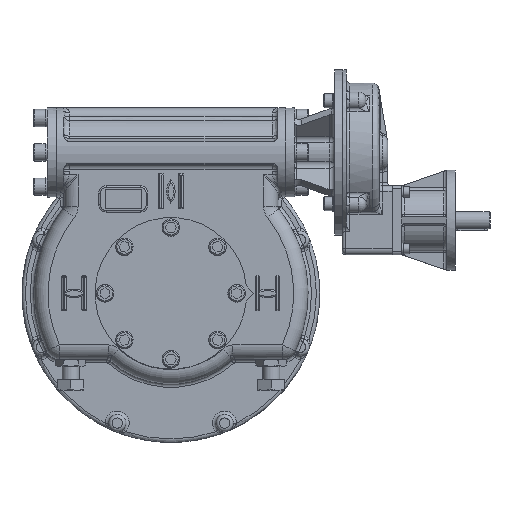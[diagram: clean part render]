
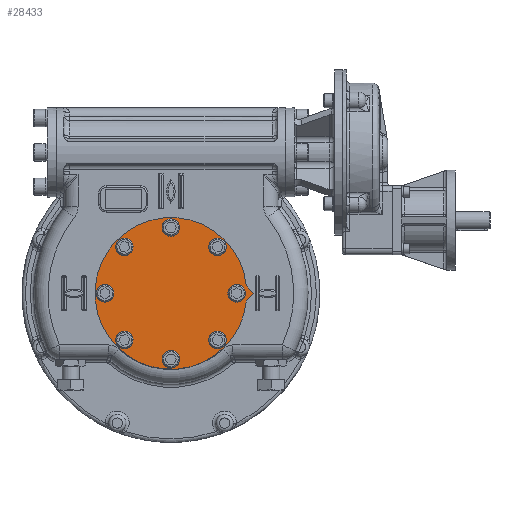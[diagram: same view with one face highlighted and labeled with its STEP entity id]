
A CAD part, top view. The second image highlights one B-rep face of the part: STEP entity #28433.
In plain terms, the highlighted planar face has unit normal (0, 0, 1).
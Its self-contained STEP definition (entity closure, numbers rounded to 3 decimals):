
#2154=CIRCLE('',#32207,132.5);
#2163=CIRCLE('',#32220,10.5);
#2164=CIRCLE('',#32221,10.5);
#2165=CIRCLE('',#32222,10.5);
#2166=CIRCLE('',#32223,10.5);
#2167=CIRCLE('',#32224,10.5);
#2168=CIRCLE('',#32225,10.5);
#2169=CIRCLE('',#32226,10.5);
#2170=CIRCLE('',#32227,10.5);
#4579=LINE('',#64769,#6761);
#4582=LINE('',#64774,#6764);
#6761=VECTOR('',#38665,1000.);
#6764=VECTOR('',#38670,1000.);
#12852=ORIENTED_EDGE('',*,*,#18213,.F.);
#12853=ORIENTED_EDGE('',*,*,#18214,.F.);
#12854=ORIENTED_EDGE('',*,*,#18215,.F.);
#12855=ORIENTED_EDGE('',*,*,#18216,.F.);
#12856=ORIENTED_EDGE('',*,*,#18217,.F.);
#12857=ORIENTED_EDGE('',*,*,#18218,.F.);
#12858=ORIENTED_EDGE('',*,*,#18219,.F.);
#12859=ORIENTED_EDGE('',*,*,#18220,.F.);
#12860=ORIENTED_EDGE('',*,*,#18198,.F.);
#12861=ORIENTED_EDGE('',*,*,#18204,.F.);
#12862=ORIENTED_EDGE('',*,*,#18201,.F.);
#18198=EDGE_CURVE('',#22041,#22042,#2154,.T.);
#18201=EDGE_CURVE('',#22042,#22044,#4579,.T.);
#18204=EDGE_CURVE('',#22044,#22041,#4582,.T.);
#18213=EDGE_CURVE('',#22053,#22053,#2163,.T.);
#18214=EDGE_CURVE('',#22054,#22054,#2164,.T.);
#18215=EDGE_CURVE('',#22055,#22055,#2165,.T.);
#18216=EDGE_CURVE('',#22056,#22056,#2166,.T.);
#18217=EDGE_CURVE('',#22057,#22057,#2167,.T.);
#18218=EDGE_CURVE('',#22058,#22058,#2168,.T.);
#18219=EDGE_CURVE('',#22059,#22059,#2169,.T.);
#18220=EDGE_CURVE('',#22060,#22060,#2170,.T.);
#22041=VERTEX_POINT('',#64762);
#22042=VERTEX_POINT('',#64764);
#22044=VERTEX_POINT('',#64770);
#22053=VERTEX_POINT('',#64794);
#22054=VERTEX_POINT('',#64796);
#22055=VERTEX_POINT('',#64798);
#22056=VERTEX_POINT('',#64800);
#22057=VERTEX_POINT('',#64802);
#22058=VERTEX_POINT('',#64804);
#22059=VERTEX_POINT('',#64806);
#22060=VERTEX_POINT('',#64808);
#24539=EDGE_LOOP('',(#12852));
#24540=EDGE_LOOP('',(#12853));
#24541=EDGE_LOOP('',(#12854));
#24542=EDGE_LOOP('',(#12855));
#24543=EDGE_LOOP('',(#12856));
#24544=EDGE_LOOP('',(#12857));
#24545=EDGE_LOOP('',(#12858));
#24546=EDGE_LOOP('',(#12859));
#24547=EDGE_LOOP('',(#12860,#12861,#12862));
#26313=FACE_BOUND('',#24539,.T.);
#26314=FACE_BOUND('',#24540,.T.);
#26315=FACE_BOUND('',#24541,.T.);
#26316=FACE_BOUND('',#24542,.T.);
#26317=FACE_BOUND('',#24543,.T.);
#26318=FACE_BOUND('',#24544,.T.);
#26319=FACE_BOUND('',#24545,.T.);
#26320=FACE_BOUND('',#24546,.T.);
#26321=FACE_BOUND('',#24547,.T.);
#27286=PLANE('',#32219);
#28433=ADVANCED_FACE('',(#26313,#26314,#26315,#26316,#26317,#26318,#26319,
#26320,#26321),#27286,.F.);
#32207=AXIS2_PLACEMENT_3D('',#64763,#38659,#38660);
#32219=AXIS2_PLACEMENT_3D('',#64792,#38689,#38690);
#32220=AXIS2_PLACEMENT_3D('',#64793,#38691,#38692);
#32221=AXIS2_PLACEMENT_3D('',#64795,#38693,#38694);
#32222=AXIS2_PLACEMENT_3D('',#64797,#38695,#38696);
#32223=AXIS2_PLACEMENT_3D('',#64799,#38697,#38698);
#32224=AXIS2_PLACEMENT_3D('',#64801,#38699,#38700);
#32225=AXIS2_PLACEMENT_3D('',#64803,#38701,#38702);
#32226=AXIS2_PLACEMENT_3D('',#64805,#38703,#38704);
#32227=AXIS2_PLACEMENT_3D('',#64807,#38705,#38706);
#38659=DIRECTION('',(0.,0.,-1.));
#38660=DIRECTION('',(1.,0.,0.));
#38665=DIRECTION('',(0.707,-0.707,0.));
#38670=DIRECTION('',(-0.707,-0.707,0.));
#38689=DIRECTION('',(0.,0.,-1.));
#38690=DIRECTION('',(-1.,0.,0.));
#38691=DIRECTION('',(0.,0.,1.));
#38692=DIRECTION('',(1.,0.,0.));
#38693=DIRECTION('',(0.,0.,1.));
#38694=DIRECTION('',(0.707,-0.707,0.));
#38695=DIRECTION('',(0.,0.,1.));
#38696=DIRECTION('',(0.,-1.,0.));
#38697=DIRECTION('',(0.,0.,1.));
#38698=DIRECTION('',(-0.707,-0.707,0.));
#38699=DIRECTION('',(0.,0.,1.));
#38700=DIRECTION('',(-1.,0.,0.));
#38701=DIRECTION('',(0.,0.,1.));
#38702=DIRECTION('',(-0.707,0.707,0.));
#38703=DIRECTION('',(0.,0.,1.));
#38704=DIRECTION('',(0.,1.,0.));
#38705=DIRECTION('',(0.,0.,1.));
#38706=DIRECTION('',(0.707,0.707,0.));
#64762=CARTESIAN_POINT('',(131.845,-13.155,70.25));
#64763=CARTESIAN_POINT('',(0.,0.,70.25));
#64764=CARTESIAN_POINT('',(131.845,13.155,70.25));
#64769=CARTESIAN_POINT('',(131.845,13.155,70.25));
#64770=CARTESIAN_POINT('',(145.,0.,70.25));
#64774=CARTESIAN_POINT('',(145.,0.,70.25));
#64792=CARTESIAN_POINT('',(0.,0.,70.25));
#64793=CARTESIAN_POINT('',(0.,115.,70.25));
#64794=CARTESIAN_POINT('',(10.5,115.,70.25));
#64795=CARTESIAN_POINT('',(81.317,81.317,70.25));
#64796=CARTESIAN_POINT('',(88.742,73.893,70.25));
#64797=CARTESIAN_POINT('',(115.,0.,70.25));
#64798=CARTESIAN_POINT('',(115.,-10.5,70.25));
#64799=CARTESIAN_POINT('',(81.317,-81.317,70.25));
#64800=CARTESIAN_POINT('',(73.893,-88.742,70.25));
#64801=CARTESIAN_POINT('',(0.,-115.,70.25));
#64802=CARTESIAN_POINT('',(-10.5,-115.,70.25));
#64803=CARTESIAN_POINT('',(-81.317,-81.317,70.25));
#64804=CARTESIAN_POINT('',(-88.742,-73.893,70.25));
#64805=CARTESIAN_POINT('',(-115.,0.,70.25));
#64806=CARTESIAN_POINT('',(-115.,10.5,70.25));
#64807=CARTESIAN_POINT('',(-81.317,81.317,70.25));
#64808=CARTESIAN_POINT('',(-73.893,88.742,70.25));
